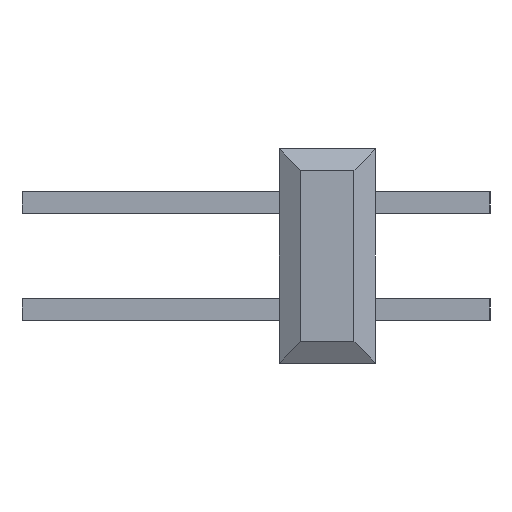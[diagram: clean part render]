
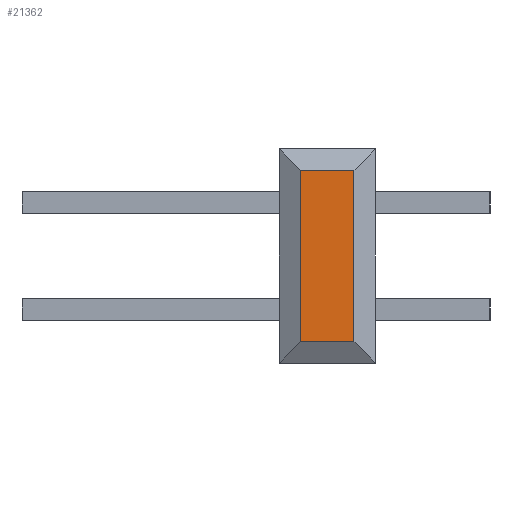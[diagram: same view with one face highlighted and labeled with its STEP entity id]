
A CAD part, left-side view. The second image highlights one B-rep face of the part: STEP entity #21362.
In plain terms, the highlighted planar face has unit normal (-1, 0, 0).
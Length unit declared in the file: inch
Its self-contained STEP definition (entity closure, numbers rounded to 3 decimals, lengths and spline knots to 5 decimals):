
#7165=DIRECTION('',(0.,1.,0.));
#7166=VECTOR('',#7165,0.05);
#7167=CARTESIAN_POINT('',(-1.25,-0.025,0.08));
#7168=LINE('',#7167,#7166);
#7169=DIRECTION('',(0.,0.,1.));
#7170=VECTOR('',#7169,0.16);
#7171=CARTESIAN_POINT('',(-1.25,0.025,-0.08));
#7172=LINE('',#7171,#7170);
#7173=DIRECTION('',(0.,0.,-1.));
#7174=VECTOR('',#7173,0.16);
#7175=CARTESIAN_POINT('',(-1.25,-0.025,0.08));
#7176=LINE('',#7175,#7174);
#7177=DIRECTION('',(0.,1.,0.));
#7178=VECTOR('',#7177,0.05);
#7179=CARTESIAN_POINT('',(-1.25,-0.025,-0.08));
#7180=LINE('',#7179,#7178);
#9410=CARTESIAN_POINT('',(-1.25,0.025,0.08));
#9412=VERTEX_POINT('',#9410);
#9413=CARTESIAN_POINT('',(-1.25,0.025,-0.08));
#9414=VERTEX_POINT('',#9413);
#9418=CARTESIAN_POINT('',(-1.25,-0.025,-0.08));
#9420=VERTEX_POINT('',#9418);
#9421=CARTESIAN_POINT('',(-1.25,-0.025,0.08));
#9422=VERTEX_POINT('',#9421);
#21349=CARTESIAN_POINT('',(-1.25,-0.045,-0.08));
#21350=DIRECTION('',(-1.,0.,0.));
#21351=DIRECTION('',(0.,0.,1.));
#21352=AXIS2_PLACEMENT_3D('',#21349,#21350,#21351);
#21353=PLANE('',#21352);
#21354=ORIENTED_EDGE('',*,*,#21341,.T.);
#21355=ORIENTED_EDGE('',*,*,#21330,.F.);
#21357=ORIENTED_EDGE('',*,*,#21356,.T.);
#21359=ORIENTED_EDGE('',*,*,#21358,.T.);
#21360=EDGE_LOOP('',(#21354,#21355,#21357,#21359));
#21361=FACE_OUTER_BOUND('',#21360,.F.);
#21362=ADVANCED_FACE('',(#21361),#21353,.T.);
#21330=EDGE_CURVE('',#9422,#9412,#7168,.T.);
#21341=EDGE_CURVE('',#9414,#9412,#7172,.T.);
#21356=EDGE_CURVE('',#9422,#9420,#7176,.T.);
#21358=EDGE_CURVE('',#9420,#9414,#7180,.T.);
